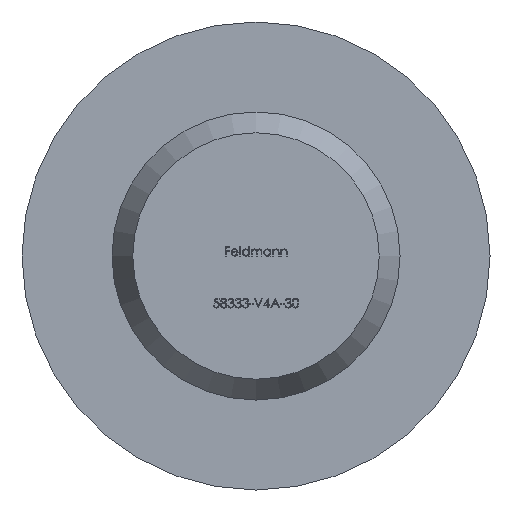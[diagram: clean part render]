
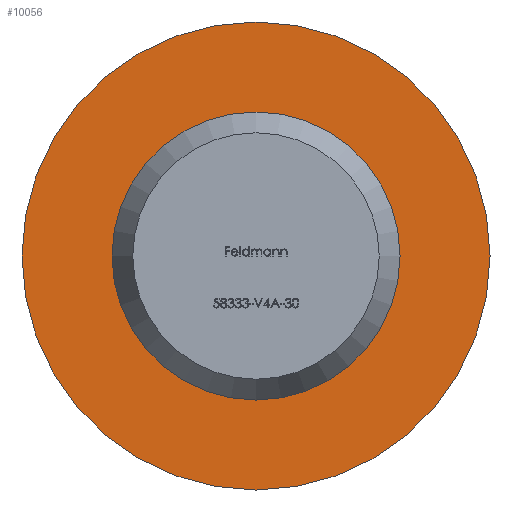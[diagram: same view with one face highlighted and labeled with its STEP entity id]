
A CAD part, front view. The second image highlights one B-rep face of the part: STEP entity #10056.
In plain terms, the highlighted planar face has unit normal (0, -1, 0).
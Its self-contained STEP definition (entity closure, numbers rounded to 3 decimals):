
#1572 = EDGE_LOOP ( 'NONE', ( #14389 ) ) ;
#2011 = CIRCLE ( 'NONE', #2029, 4. ) ;
#2029 = AXIS2_PLACEMENT_3D ( 'NONE', #3823, #2363, #6399 ) ;
#2041 = VERTEX_POINT ( 'NONE', #7377 ) ;
#2176 = DIRECTION ( 'NONE',  ( 0., 1., 0. ) ) ;
#2363 = DIRECTION ( 'NONE',  ( 0., -1., 0. ) ) ;
#3296 = DIRECTION ( 'NONE',  ( 0., 0., 1. ) ) ;
#3566 = DIRECTION ( 'NONE',  ( 0., 0., 1. ) ) ;
#3823 = CARTESIAN_POINT ( 'NONE',  ( 0., 0., 0. ) ) ;
#4935 = ORIENTED_EDGE ( 'NONE', *, *, #8381, .F. ) ;
#4939 = CARTESIAN_POINT ( 'NONE',  ( 0., 0., 4. ) ) ;
#6399 = DIRECTION ( 'NONE',  ( 0., 0., 1. ) ) ;
#7377 = CARTESIAN_POINT ( 'NONE',  ( 0., 0., 6.5 ) ) ;
#8381 = EDGE_CURVE ( 'NONE', #12834, #12834, #2011, .T. ) ;
#9800 = CARTESIAN_POINT ( 'NONE',  ( 0., 0., 0. ) ) ;
#10056 = ADVANCED_FACE ( 'NONE', ( #14953, #12557 ), #11149, .F. ) ;
#10929 = DIRECTION ( 'NONE',  ( 0., 1., 0. ) ) ;
#11149 = PLANE ( 'NONE',  #15074 ) ;
#11299 = EDGE_LOOP ( 'NONE', ( #4935 ) ) ;
#12557 = FACE_OUTER_BOUND ( 'NONE', #1572, .T. ) ;
#12660 = AXIS2_PLACEMENT_3D ( 'NONE', #13651, #10929, #3296 ) ;
#12834 = VERTEX_POINT ( 'NONE', #4939 ) ;
#13651 = CARTESIAN_POINT ( 'NONE',  ( 0., 0., 0. ) ) ;
#14389 = ORIENTED_EDGE ( 'NONE', *, *, #16244, .F. ) ;
#14953 = FACE_BOUND ( 'NONE', #11299, .T. ) ;
#15074 = AXIS2_PLACEMENT_3D ( 'NONE', #9800, #2176, #3566 ) ;
#15218 = CIRCLE ( 'NONE', #12660, 6.5 ) ;
#16244 = EDGE_CURVE ( 'NONE', #2041, #2041, #15218, .T. ) ;
